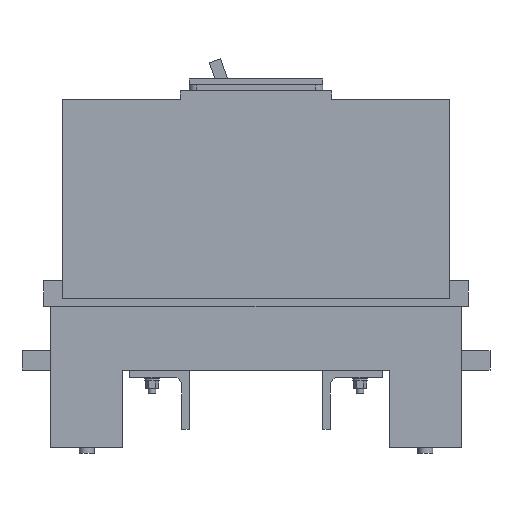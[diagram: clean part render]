
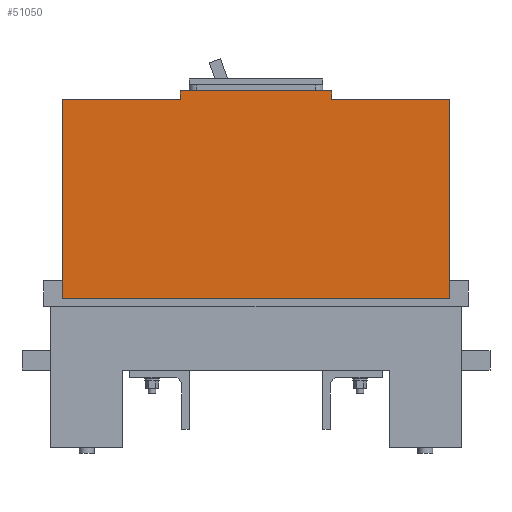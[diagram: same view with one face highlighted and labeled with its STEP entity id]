
A CAD part, left-side view. The second image highlights one B-rep face of the part: STEP entity #51050.
In plain terms, the highlighted planar face has unit normal (-1, 0, 0).
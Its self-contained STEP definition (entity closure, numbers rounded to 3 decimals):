
#50340=CARTESIAN_POINT('',(11.5,244.356,0.));
#50350=DIRECTION('',(1.,-0.,0.));
#50360=DIRECTION('',(0.,0.,-1.));
#50370=AXIS2_PLACEMENT_3D('',#50340,#50350,#50360);
#50380=PLANE('',#50370);
#50390=CARTESIAN_POINT('',(11.5,123.5,0.));
#50400=DIRECTION('',(0.,0.,-1.));
#50410=VECTOR('',#50400,1.);
#50420=LINE('',#50390,#50410);
#50430=CARTESIAN_POINT('',(11.5,123.5,-8.));
#50440=VERTEX_POINT('',#50430);
#50450=CARTESIAN_POINT('',(11.5,123.5,-14.));
#50460=VERTEX_POINT('',#50450);
#50470=EDGE_CURVE('',#50440,#50460,#50420,.T.);
#50480=ORIENTED_EDGE('',*,*,#50470,.F.);
#50490=CARTESIAN_POINT('',(11.5,0.,-14.));
#50500=DIRECTION('',(0.,-1.,0.));
#50510=VECTOR('',#50500,1.);
#50520=LINE('',#50490,#50510);
#50530=CARTESIAN_POINT('',(11.5,44.5,-14.));
#50540=VERTEX_POINT('',#50530);
#50550=EDGE_CURVE('',#50460,#50540,#50520,.T.);
#50560=ORIENTED_EDGE('',*,*,#50550,.F.);
#50570=CARTESIAN_POINT('',(11.5,44.5,0.));
#50580=DIRECTION('',(0.,0.,1.));
#50590=VECTOR('',#50580,1.);
#50600=LINE('',#50570,#50590);
#50610=CARTESIAN_POINT('',(11.5,44.5,-148.));
#50620=VERTEX_POINT('',#50610);
#50630=EDGE_CURVE('',#50620,#50540,#50600,.T.);
#50640=ORIENTED_EDGE('',*,*,#50630,.T.);
#50650=CARTESIAN_POINT('',(11.5,0.,-148.));
#50660=DIRECTION('',(0.,1.,0.));
#50670=VECTOR('',#50660,1.);
#50680=LINE('',#50650,#50670);
#50690=CARTESIAN_POINT('',(11.5,304.5,-148.));
#50700=VERTEX_POINT('',#50690);
#50710=EDGE_CURVE('',#50620,#50700,#50680,.T.);
#50720=ORIENTED_EDGE('',*,*,#50710,.F.);
#50730=CARTESIAN_POINT('',(11.5,304.5,0.));
#50740=DIRECTION('',(0.,0.,-1.));
#50750=VECTOR('',#50740,1.);
#50760=LINE('',#50730,#50750);
#50770=CARTESIAN_POINT('',(11.5,304.5,-14.));
#50780=VERTEX_POINT('',#50770);
#50790=EDGE_CURVE('',#50780,#50700,#50760,.T.);
#50800=ORIENTED_EDGE('',*,*,#50790,.T.);
#50810=CARTESIAN_POINT('',(11.5,0.,-14.));
#50820=DIRECTION('',(0.,-1.,0.));
#50830=VECTOR('',#50820,1.);
#50840=LINE('',#50810,#50830);
#50850=CARTESIAN_POINT('',(11.5,225.5,-14.));
#50860=VERTEX_POINT('',#50850);
#50870=EDGE_CURVE('',#50780,#50860,#50840,.T.);
#50880=ORIENTED_EDGE('',*,*,#50870,.F.);
#50890=CARTESIAN_POINT('',(11.5,225.5,0.));
#50900=DIRECTION('',(0.,0.,1.));
#50910=VECTOR('',#50900,1.);
#50920=LINE('',#50890,#50910);
#50930=CARTESIAN_POINT('',(11.5,225.5,-8.));
#50940=VERTEX_POINT('',#50930);
#50950=EDGE_CURVE('',#50860,#50940,#50920,.T.);
#50960=ORIENTED_EDGE('',*,*,#50950,.F.);
#50970=CARTESIAN_POINT('',(11.5,0.,-8.));
#50980=DIRECTION('',(0.,-1.,0.));
#50990=VECTOR('',#50980,1.);
#51000=LINE('',#50970,#50990);
#51010=EDGE_CURVE('',#50940,#50440,#51000,.T.);
#51020=ORIENTED_EDGE('',*,*,#51010,.F.);
#51030=EDGE_LOOP('',(#51020,#50960,#50880,#50800,#50720,#50640,#50560,
#50480));
#51040=FACE_OUTER_BOUND('',#51030,.T.);
#51050=ADVANCED_FACE('',(#51040),#50380,.F.);
